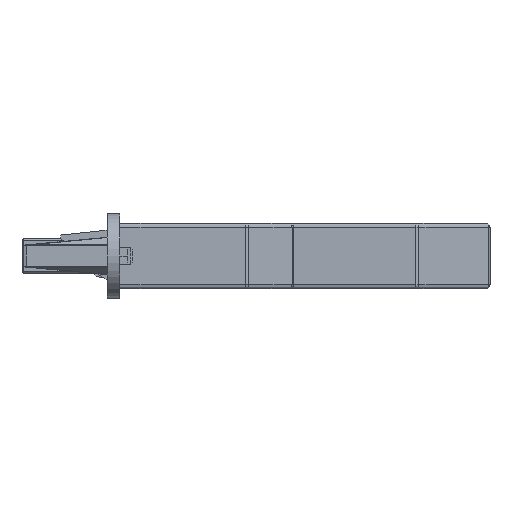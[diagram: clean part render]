
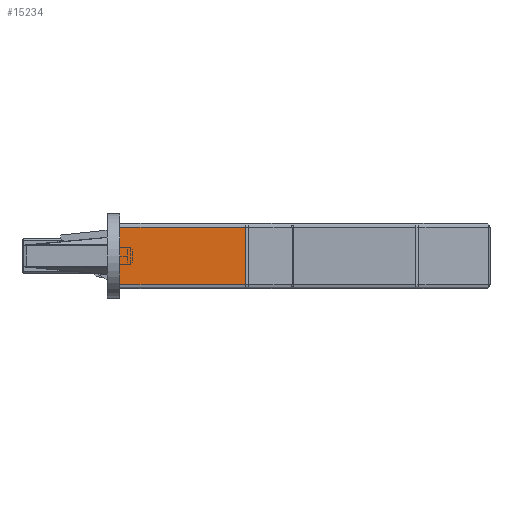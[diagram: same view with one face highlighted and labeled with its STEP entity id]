
A CAD part, front view. The second image highlights one B-rep face of the part: STEP entity #15234.
In plain terms, the highlighted planar face has unit normal (0, -1, 0).
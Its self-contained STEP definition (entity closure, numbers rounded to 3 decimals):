
#38 = CARTESIAN_POINT ( 'NONE',  ( -13.5, -33.75, 12.25 ) ) ;
#1613 = VERTEX_POINT ( 'NONE', #15375 ) ;
#2033 = CARTESIAN_POINT ( 'NONE',  ( 27.3, -33.75, -2.25 ) ) ;
#2182 = EDGE_CURVE ( 'NONE', #1613, #16839, #8644, .T. ) ;
#3108 = VECTOR ( 'NONE', #21118, 1000. ) ;
#3241 = ORIENTED_EDGE ( 'NONE', *, *, #8499, .T. ) ;
#3278 = CARTESIAN_POINT ( 'NONE',  ( -13.5, -33.75, -2.25 ) ) ;
#3410 = ORIENTED_EDGE ( 'NONE', *, *, #2182, .T. ) ;
#4620 = EDGE_CURVE ( 'NONE', #5668, #7336, #17534, .T. ) ;
#5368 = DIRECTION ( 'NONE',  ( 0., 0., -1. ) ) ;
#5668 = VERTEX_POINT ( 'NONE', #3278 ) ;
#7336 = VERTEX_POINT ( 'NONE', #21874 ) ;
#8499 = EDGE_CURVE ( 'NONE', #16839, #5668, #12661, .T. ) ;
#8568 = EDGE_CURVE ( 'NONE', #7336, #1613, #16694, .T. ) ;
#8644 = LINE ( 'NONE', #12452, #22773 ) ;
#9467 = AXIS2_PLACEMENT_3D ( 'NONE', #21262, #10765, #17802 ) ;
#10007 = EDGE_LOOP ( 'NONE', ( #20005, #3410, #3241, #15383 ) ) ;
#10765 = DIRECTION ( 'NONE',  ( 0., 1., 0. ) ) ;
#10854 = CARTESIAN_POINT ( 'NONE',  ( -13.5, -33.75, 11.25 ) ) ;
#12377 = FACE_OUTER_BOUND ( 'NONE', #10007, .T. ) ;
#12452 = CARTESIAN_POINT ( 'NONE',  ( 27.3, -33.75, 11.25 ) ) ;
#12661 = LINE ( 'NONE', #38, #13919 ) ;
#12818 = VECTOR ( 'NONE', #20159, 1000. ) ;
#13919 = VECTOR ( 'NONE', #5368, 1000. ) ;
#15234 = ADVANCED_FACE ( 'NONE', ( #12377 ), #19415, .F. ) ;
#15375 = CARTESIAN_POINT ( 'NONE',  ( 16.086, -33.75, 11.25 ) ) ;
#15383 = ORIENTED_EDGE ( 'NONE', *, *, #4620, .T. ) ;
#16694 = LINE ( 'NONE', #18538, #12818 ) ;
#16839 = VERTEX_POINT ( 'NONE', #10854 ) ;
#17534 = LINE ( 'NONE', #2033, #3108 ) ;
#17802 = DIRECTION ( 'NONE',  ( -1., 0., 0. ) ) ;
#18538 = CARTESIAN_POINT ( 'NONE',  ( 16.086, -33.75, 12.25 ) ) ;
#19415 = PLANE ( 'NONE',  #9467 ) ;
#20005 = ORIENTED_EDGE ( 'NONE', *, *, #8568, .T. ) ;
#20159 = DIRECTION ( 'NONE',  ( 0., 0., 1. ) ) ;
#20883 = DIRECTION ( 'NONE',  ( -1., 0., 0. ) ) ;
#21118 = DIRECTION ( 'NONE',  ( 1., 0., 0. ) ) ;
#21262 = CARTESIAN_POINT ( 'NONE',  ( 27.3, -33.75, 12.25 ) ) ;
#21874 = CARTESIAN_POINT ( 'NONE',  ( 16.086, -33.75, -2.25 ) ) ;
#22773 = VECTOR ( 'NONE', #20883, 1000. ) ;
